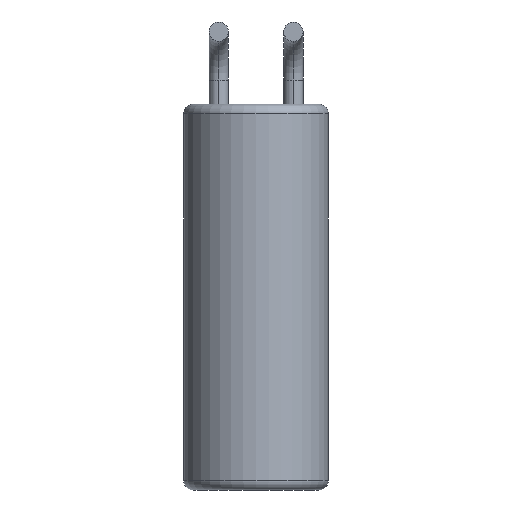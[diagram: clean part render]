
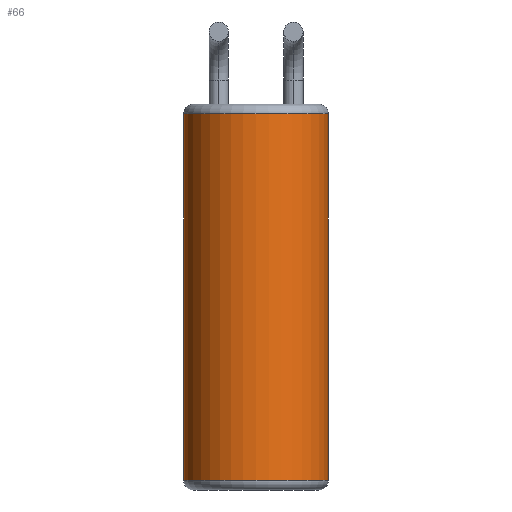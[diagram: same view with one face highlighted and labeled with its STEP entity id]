
A CAD part, front view. The second image highlights one B-rep face of the part: STEP entity #66.
In plain terms, the highlighted cylindrical face has radius 1.5 mm (diameter 3 mm), a partial arc.
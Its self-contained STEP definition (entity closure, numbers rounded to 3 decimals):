
#56 = CIRCLE ( 'NONE', #514, 1.5 ) ;
#57 = CIRCLE ( 'NONE', #513, 1.5 ) ;
#66 = ADVANCED_FACE ( 'NONE', ( #488 ), #487, .T. ) ;
#77 = EDGE_CURVE ( 'NONE', #289, #303, #57, .T. ) ;
#78 = EDGE_CURVE ( 'NONE', #297, #305, #56, .T. ) ;
#79 = EDGE_CURVE ( 'NONE', #305, #289, #167, .T. ) ;
#80 = EDGE_CURVE ( 'NONE', #297, #303, #170, .T. ) ;
#160 = CARTESIAN_POINT ( 'NONE',  ( 0., 0., -0.2 ) ) ;
#161 = DIRECTION ( 'NONE',  ( 0., 0., -1. ) ) ;
#162 = DIRECTION ( 'NONE',  ( 1., 0., 0. ) ) ;
#163 = CARTESIAN_POINT ( 'NONE',  ( 0., 0., -7.8 ) ) ;
#164 = DIRECTION ( 'NONE',  ( 0., 0., 1. ) ) ;
#165 = DIRECTION ( 'NONE',  ( 1., 0., 0. ) ) ;
#167 = LINE ( 'NONE', #168, #515 ) ;
#168 = CARTESIAN_POINT ( 'NONE',  ( 1.5, 0., -8. ) ) ;
#169 = DIRECTION ( 'NONE',  ( 0., 0., 1. ) ) ;
#170 = LINE ( 'NONE', #171, #517 ) ;
#171 = CARTESIAN_POINT ( 'NONE',  ( -1.5, 0., -8. ) ) ;
#172 = DIRECTION ( 'NONE',  ( 0., 0., 1. ) ) ;
#257 = CARTESIAN_POINT ( 'NONE',  ( 0., 0., -8. ) ) ;
#261 = DIRECTION ( 'NONE',  ( 0., 0., 1. ) ) ;
#262 = DIRECTION ( 'NONE',  ( 1., 0., 0. ) ) ;
#275 = ORIENTED_EDGE ( 'NONE', *, *, #80, .F. ) ;
#276 = ORIENTED_EDGE ( 'NONE', *, *, #77, .T. ) ;
#278 = ORIENTED_EDGE ( 'NONE', *, *, #78, .T. ) ;
#289 = VERTEX_POINT ( 'NONE', #387 ) ;
#297 = VERTEX_POINT ( 'NONE', #392 ) ;
#303 = VERTEX_POINT ( 'NONE', #398 ) ;
#305 = VERTEX_POINT ( 'NONE', #400 ) ;
#316 = ORIENTED_EDGE ( 'NONE', *, *, #79, .T. ) ;
#327 = EDGE_LOOP ( 'NONE', ( #275, #278, #316, #276 ) ) ;
#387 = CARTESIAN_POINT ( 'NONE',  ( 1.5, 0., -0.2 ) ) ;
#392 = CARTESIAN_POINT ( 'NONE',  ( -1.5, 0., -7.8 ) ) ;
#398 = CARTESIAN_POINT ( 'NONE',  ( -1.5, 0., -0.2 ) ) ;
#400 = CARTESIAN_POINT ( 'NONE',  ( 1.5, 0., -7.8 ) ) ;
#487 = CYLINDRICAL_SURFACE ( 'NONE', #491, 1.5 ) ;
#488 = FACE_OUTER_BOUND ( 'NONE', #327, .T. ) ;
#491 = AXIS2_PLACEMENT_3D ( 'NONE', #257, #261, #262 ) ;
#513 = AXIS2_PLACEMENT_3D ( 'NONE', #160, #161, #162 ) ;
#514 = AXIS2_PLACEMENT_3D ( 'NONE', #163, #164, #165 ) ;
#515 = VECTOR ( 'NONE', #169, 1000. ) ;
#517 = VECTOR ( 'NONE', #172, 1000. ) ;
